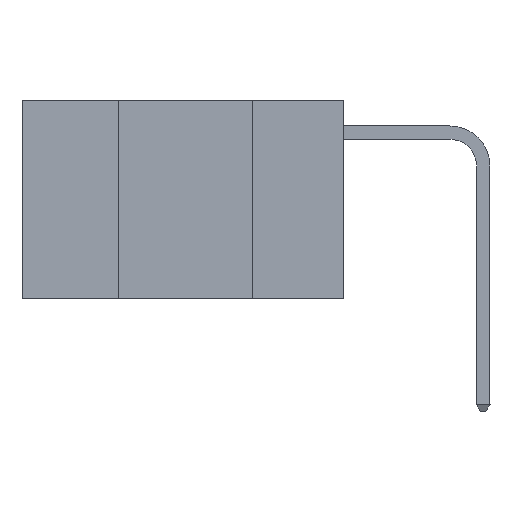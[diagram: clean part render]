
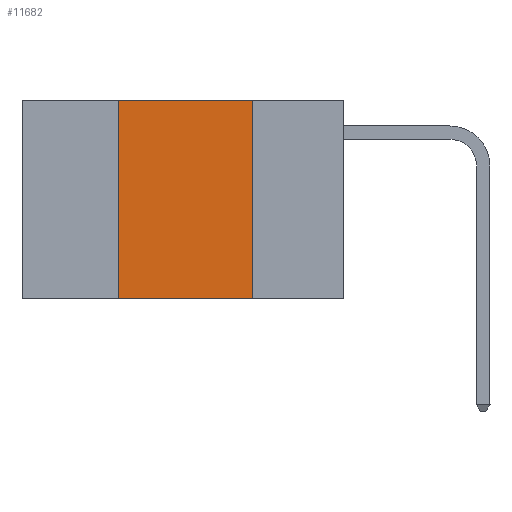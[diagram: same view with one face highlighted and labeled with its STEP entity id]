
A CAD part, left-side view. The second image highlights one B-rep face of the part: STEP entity #11682.
In plain terms, the highlighted planar face has unit normal (-1, 0, 0).
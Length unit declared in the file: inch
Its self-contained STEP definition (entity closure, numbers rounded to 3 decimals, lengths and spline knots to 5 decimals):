
#13 = LINE ( 'NONE', #727, #12265 ) ;
#162 = CARTESIAN_POINT ( 'NONE',  ( 0., 0.6, 0. ) ) ;
#418 = VECTOR ( 'NONE', #8113, 39.37008 ) ;
#532 = CARTESIAN_POINT ( 'NONE',  ( 0., 0.17, 0. ) ) ;
#638 = VERTEX_POINT ( 'NONE', #9218 ) ;
#727 = CARTESIAN_POINT ( 'NONE',  ( 0., 0.6, 0. ) ) ;
#1149 = DIRECTION ( 'NONE',  ( 1., 0., 0. ) ) ;
#1276 = CARTESIAN_POINT ( 'NONE',  ( 0., 0.42, 0. ) ) ;
#1840 = LINE ( 'NONE', #9983, #7031 ) ;
#2493 = ORIENTED_EDGE ( 'NONE', *, *, #6260, .F. ) ;
#2831 = ORIENTED_EDGE ( 'NONE', *, *, #7228, .F. ) ;
#4100 = DIRECTION ( 'NONE',  ( 0., -1., 0. ) ) ;
#5001 = LINE ( 'NONE', #1276, #418 ) ;
#5085 = CARTESIAN_POINT ( 'NONE',  ( 0., 0.42, 0. ) ) ;
#5284 = VERTEX_POINT ( 'NONE', #5085 ) ;
#5662 = ORIENTED_EDGE ( 'NONE', *, *, #8306, .F. ) ;
#6032 = PLANE ( 'NONE',  #8121 ) ;
#6260 = EDGE_CURVE ( 'NONE', #5284, #12417, #13, .T. ) ;
#6402 = DIRECTION ( 'NONE',  ( 0., 0., -1. ) ) ;
#6529 = EDGE_CURVE ( 'NONE', #638, #7636, #1840, .T. ) ;
#7031 = VECTOR ( 'NONE', #4100, 39.37008 ) ;
#7228 = EDGE_CURVE ( 'NONE', #12417, #7636, #8408, .T. ) ;
#7245 = CARTESIAN_POINT ( 'NONE',  ( 0., 0.17, 0. ) ) ;
#7636 = VERTEX_POINT ( 'NONE', #7964 ) ;
#7964 = CARTESIAN_POINT ( 'NONE',  ( 0., 0.17, -0.37 ) ) ;
#7994 = DIRECTION ( 'NONE',  ( 0., 0., -1. ) ) ;
#8113 = DIRECTION ( 'NONE',  ( 0., 0., 1. ) ) ;
#8121 = AXIS2_PLACEMENT_3D ( 'NONE', #162, #1149, #7994 ) ;
#8306 = EDGE_CURVE ( 'NONE', #638, #5284, #5001, .T. ) ;
#8408 = LINE ( 'NONE', #532, #11005 ) ;
#8551 = ORIENTED_EDGE ( 'NONE', *, *, #6529, .T. ) ;
#8724 = EDGE_LOOP ( 'NONE', ( #2831, #2493, #5662, #8551 ) ) ;
#9218 = CARTESIAN_POINT ( 'NONE',  ( 0., 0.42, -0.37 ) ) ;
#9558 = DIRECTION ( 'NONE',  ( 0., -1., 0. ) ) ;
#9983 = CARTESIAN_POINT ( 'NONE',  ( 0., 0.6, -0.37 ) ) ;
#11005 = VECTOR ( 'NONE', #6402, 39.37008 ) ;
#11682 = ADVANCED_FACE ( 'NONE', ( #12443 ), #6032, .F. ) ;
#12265 = VECTOR ( 'NONE', #9558, 39.37008 ) ;
#12417 = VERTEX_POINT ( 'NONE', #7245 ) ;
#12443 = FACE_OUTER_BOUND ( 'NONE', #8724, .T. ) ;
